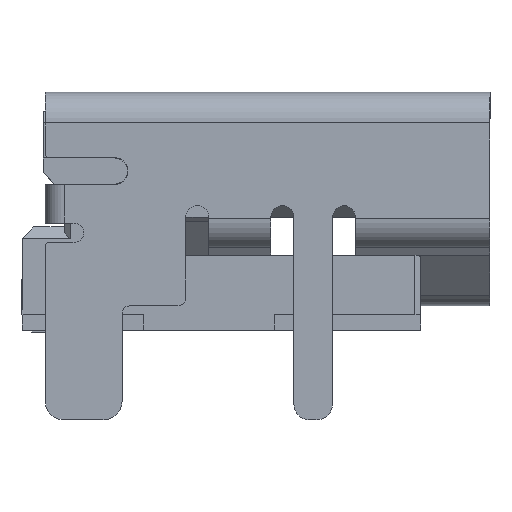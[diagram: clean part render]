
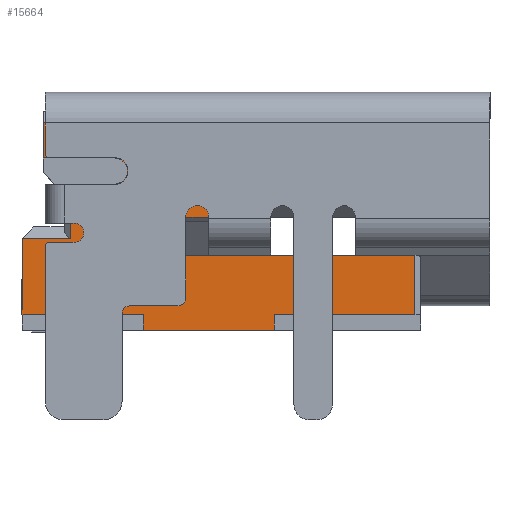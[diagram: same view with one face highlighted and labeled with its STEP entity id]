
A CAD part, left-side view. The second image highlights one B-rep face of the part: STEP entity #15664.
In plain terms, the highlighted planar face has unit normal (-1, 0, 0).
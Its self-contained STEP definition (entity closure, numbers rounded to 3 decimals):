
#347=PLANE('',#16536);
#991=FACE_OUTER_BOUND('',#1759,.T.);
#1759=EDGE_LOOP('',(#11934,#11935,#11936,#11937,#11938,#11939,#11940,#11941,
#11942,#11943,#11944,#11945,#11946,#11947,#11948,#11949,#11950,#11951,#11952,
#11953));
#2260=LINE('',#21361,#4145);
#3259=LINE('',#23504,#5144);
#3261=LINE('',#23509,#5146);
#3262=LINE('',#23511,#5147);
#3263=LINE('',#23512,#5148);
#3264=LINE('',#23514,#5149);
#3265=LINE('',#23516,#5150);
#3266=LINE('',#23518,#5151);
#3267=LINE('',#23520,#5152);
#3268=LINE('',#23522,#5153);
#3269=LINE('',#23524,#5154);
#3270=LINE('',#23526,#5155);
#3271=LINE('',#23528,#5156);
#3272=LINE('',#23530,#5157);
#3273=LINE('',#23532,#5158);
#3274=LINE('',#23534,#5159);
#3275=LINE('',#23535,#5160);
#3276=LINE('',#23537,#5161);
#3277=LINE('',#23538,#5162);
#4145=VECTOR('',#17266,1000.);
#5144=VECTOR('',#19067,1000.);
#5146=VECTOR('',#19071,1000.);
#5147=VECTOR('',#19072,1000.);
#5148=VECTOR('',#19073,1000.);
#5149=VECTOR('',#19074,1000.);
#5150=VECTOR('',#19075,1000.);
#5151=VECTOR('',#19076,1000.);
#5152=VECTOR('',#19077,1000.);
#5153=VECTOR('',#19078,1000.);
#5154=VECTOR('',#19079,1000.);
#5155=VECTOR('',#19080,1000.);
#5156=VECTOR('',#19081,1000.);
#5157=VECTOR('',#19082,1000.);
#5158=VECTOR('',#19083,1000.);
#5159=VECTOR('',#19084,1000.);
#5160=VECTOR('',#19085,1000.);
#5161=VECTOR('',#19086,1000.);
#5162=VECTOR('',#19087,1000.);
#6006=CIRCLE('',#16126,0.34);
#6319=VERTEX_POINT('',#21295);
#6320=VERTEX_POINT('',#21297);
#6349=VERTEX_POINT('',#21358);
#6350=VERTEX_POINT('',#21360);
#7093=VERTEX_POINT('',#23503);
#7094=VERTEX_POINT('',#23507);
#7095=VERTEX_POINT('',#23508);
#7096=VERTEX_POINT('',#23510);
#7097=VERTEX_POINT('',#23513);
#7098=VERTEX_POINT('',#23515);
#7099=VERTEX_POINT('',#23517);
#7100=VERTEX_POINT('',#23519);
#7101=VERTEX_POINT('',#23521);
#7102=VERTEX_POINT('',#23523);
#7103=VERTEX_POINT('',#23525);
#7104=VERTEX_POINT('',#23527);
#7105=VERTEX_POINT('',#23529);
#7106=VERTEX_POINT('',#23531);
#7107=VERTEX_POINT('',#23533);
#7108=VERTEX_POINT('',#23536);
#7783=EDGE_CURVE('',#6320,#6319,#6006,.T.);
#7813=EDGE_CURVE('',#6349,#6350,#2260,.T.);
#8895=EDGE_CURVE('',#6350,#7093,#3259,.T.);
#8897=EDGE_CURVE('',#7094,#7095,#3261,.T.);
#8898=EDGE_CURVE('',#7096,#7094,#3262,.T.);
#8899=EDGE_CURVE('',#7096,#6320,#3263,.T.);
#8900=EDGE_CURVE('',#6319,#7097,#3264,.T.);
#8901=EDGE_CURVE('',#7098,#7097,#3265,.T.);
#8902=EDGE_CURVE('',#7099,#7098,#3266,.T.);
#8903=EDGE_CURVE('',#7100,#7099,#3267,.T.);
#8904=EDGE_CURVE('',#7101,#7100,#3268,.T.);
#8905=EDGE_CURVE('',#7102,#7101,#3269,.T.);
#8906=EDGE_CURVE('',#7102,#7103,#3270,.T.);
#8907=EDGE_CURVE('',#7103,#7104,#3271,.T.);
#8908=EDGE_CURVE('',#7104,#7105,#3272,.T.);
#8909=EDGE_CURVE('',#7106,#7105,#3273,.T.);
#8910=EDGE_CURVE('',#7106,#7107,#3274,.T.);
#8911=EDGE_CURVE('',#7093,#7107,#3275,.T.);
#8912=EDGE_CURVE('',#6349,#7108,#3276,.T.);
#8913=EDGE_CURVE('',#7095,#7108,#3277,.T.);
#11934=ORIENTED_EDGE('',*,*,#8897,.F.);
#11935=ORIENTED_EDGE('',*,*,#8898,.F.);
#11936=ORIENTED_EDGE('',*,*,#8899,.T.);
#11937=ORIENTED_EDGE('',*,*,#7783,.T.);
#11938=ORIENTED_EDGE('',*,*,#8900,.T.);
#11939=ORIENTED_EDGE('',*,*,#8901,.F.);
#11940=ORIENTED_EDGE('',*,*,#8902,.F.);
#11941=ORIENTED_EDGE('',*,*,#8903,.F.);
#11942=ORIENTED_EDGE('',*,*,#8904,.F.);
#11943=ORIENTED_EDGE('',*,*,#8905,.F.);
#11944=ORIENTED_EDGE('',*,*,#8906,.T.);
#11945=ORIENTED_EDGE('',*,*,#8907,.T.);
#11946=ORIENTED_EDGE('',*,*,#8908,.T.);
#11947=ORIENTED_EDGE('',*,*,#8909,.F.);
#11948=ORIENTED_EDGE('',*,*,#8910,.T.);
#11949=ORIENTED_EDGE('',*,*,#8911,.F.);
#11950=ORIENTED_EDGE('',*,*,#8895,.F.);
#11951=ORIENTED_EDGE('',*,*,#7813,.F.);
#11952=ORIENTED_EDGE('',*,*,#8912,.T.);
#11953=ORIENTED_EDGE('',*,*,#8913,.F.);
#15664=ADVANCED_FACE('',(#991),#347,.F.);
#16126=AXIS2_PLACEMENT_3D('',#21298,#17224,#17225);
#16536=AXIS2_PLACEMENT_3D('',#23506,#19069,#19070);
#17224=DIRECTION('center_axis',(1.,0.,0.));
#17225=DIRECTION('ref_axis',(0.,1.,0.));
#17266=DIRECTION('',(0.,0.,-1.));
#19067=DIRECTION('',(0.,-1.,0.));
#19069=DIRECTION('center_axis',(1.,0.,0.));
#19070=DIRECTION('ref_axis',(0.,-1.,0.));
#19071=DIRECTION('',(0.,-1.,0.));
#19072=DIRECTION('',(0.,0.,1.));
#19073=DIRECTION('',(0.,-1.,0.));
#19074=DIRECTION('',(0.,1.,0.));
#19075=DIRECTION('',(0.,0.707,0.707));
#19076=DIRECTION('',(0.,1.,0.));
#19077=DIRECTION('',(0.,0.,1.));
#19078=DIRECTION('',(0.,-1.,0.));
#19079=DIRECTION('',(0.,0.,1.));
#19080=DIRECTION('',(0.,-1.,0.));
#19081=DIRECTION('',(0.,0.,-1.));
#19082=DIRECTION('',(0.,-1.,0.));
#19083=DIRECTION('',(0.,0.,-1.));
#19084=DIRECTION('',(0.,-1.,0.));
#19085=DIRECTION('',(0.,0.,-1.));
#19086=DIRECTION('',(0.,-1.,0.));
#19087=DIRECTION('',(0.,0.,-1.));
#21295=CARTESIAN_POINT('',(-6.95,3.975,0.385));
#21297=CARTESIAN_POINT('',(-6.95,3.975,1.065));
#21298=CARTESIAN_POINT('Origin',(-6.95,3.975,0.725));
#21358=CARTESIAN_POINT('',(-6.95,2.225,-0.475));
#21360=CARTESIAN_POINT('',(-6.95,2.225,-1.463));
#21361=CARTESIAN_POINT('',(-6.95,2.225,0.));
#23503=CARTESIAN_POINT('',(-6.95,-3.825,-1.463));
#23504=CARTESIAN_POINT('',(-6.95,3.825,-1.463));
#23506=CARTESIAN_POINT('Origin',(-6.95,4.925,1.955));
#23507=CARTESIAN_POINT('',(-6.95,5.825,1.975));
#23508=CARTESIAN_POINT('',(-6.95,1.225,1.975));
#23509=CARTESIAN_POINT('',(-6.95,18.109,1.975));
#23510=CARTESIAN_POINT('',(-6.95,5.825,1.065));
#23511=CARTESIAN_POINT('',(-6.95,5.825,2.275));
#23512=CARTESIAN_POINT('',(-6.95,5.825,1.065));
#23513=CARTESIAN_POINT('',(-6.95,5.525,0.385));
#23514=CARTESIAN_POINT('',(-6.95,3.975,0.385));
#23515=CARTESIAN_POINT('',(-6.95,5.515,0.375));
#23516=CARTESIAN_POINT('',(-6.95,5.825,0.685));
#23517=CARTESIAN_POINT('',(-6.95,5.125,0.375));
#23518=CARTESIAN_POINT('',(-6.95,5.515,0.375));
#23519=CARTESIAN_POINT('',(-6.95,5.125,-1.025));
#23520=CARTESIAN_POINT('',(-6.95,5.125,1.955));
#23521=CARTESIAN_POINT('',(-6.95,6.375,-1.025));
#23522=CARTESIAN_POINT('',(-6.95,4.925,-1.025));
#23523=CARTESIAN_POINT('',(-6.95,6.375,-3.005));
#23524=CARTESIAN_POINT('',(-6.95,6.375,-2.005));
#23525=CARTESIAN_POINT('',(-6.95,3.225,-3.005));
#23526=CARTESIAN_POINT('',(-6.95,6.375,-3.005));
#23527=CARTESIAN_POINT('',(-6.95,3.225,-3.405));
#23528=CARTESIAN_POINT('',(-6.95,3.225,-3.005));
#23529=CARTESIAN_POINT('',(-6.95,-0.175,-3.405));
#23530=CARTESIAN_POINT('',(-6.95,6.375,-3.405));
#23531=CARTESIAN_POINT('',(-6.95,-0.175,-3.005));
#23532=CARTESIAN_POINT('',(-6.95,-0.175,1.955));
#23533=CARTESIAN_POINT('',(-6.95,-3.825,-3.005));
#23534=CARTESIAN_POINT('',(-6.95,4.925,-3.005));
#23535=CARTESIAN_POINT('',(-6.95,-3.825,-3.405));
#23536=CARTESIAN_POINT('',(-6.95,1.225,-0.475));
#23537=CARTESIAN_POINT('',(-6.95,2.225,-0.475));
#23538=CARTESIAN_POINT('',(-6.95,1.225,-0.475));
